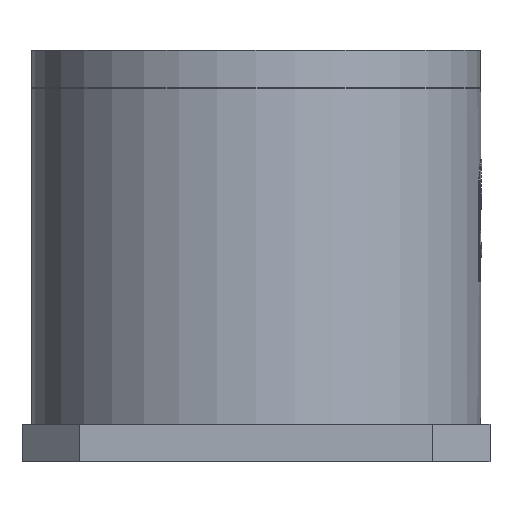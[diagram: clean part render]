
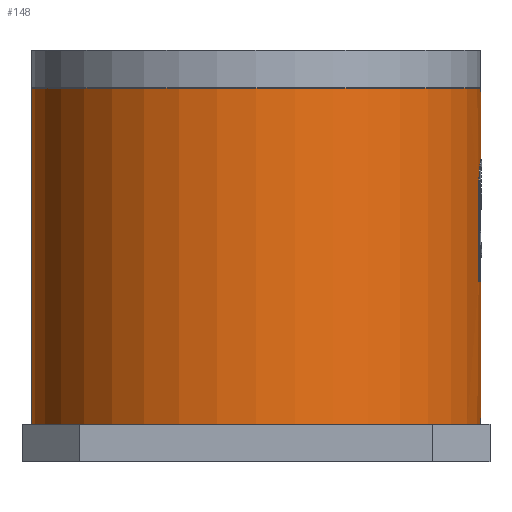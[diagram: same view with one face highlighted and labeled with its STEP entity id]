
A CAD part, front view. The second image highlights one B-rep face of the part: STEP entity #148.
In plain terms, the highlighted cylindrical face has radius 2.4 mm (diameter 4.8 mm), a partial arc.
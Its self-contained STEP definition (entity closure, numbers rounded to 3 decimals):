
#137 = VERTEX_POINT ( 'NONE', #1271 ) ;
#139 = EDGE_CURVE ( 'NONE', #161, #137, #1159, .T. ) ;
#141 = ORIENTED_EDGE ( 'NONE', *, *, #142, .T. ) ;
#142 = EDGE_CURVE ( 'NONE', #137, #188, #1155, .T. ) ;
#143 = EDGE_CURVE ( 'NONE', #172, #182, #1210, .T. ) ;
#145 = ORIENTED_EDGE ( 'NONE', *, *, #143, .F. ) ;
#148 = ADVANCED_FACE ( 'NONE', ( #1154 ), #1160, .T. ) ;
#149 = ORIENTED_EDGE ( 'NONE', *, *, #403, .T. ) ;
#150 = ORIENTED_EDGE ( 'NONE', *, *, #171, .F. ) ;
#151 = VERTEX_POINT ( 'NONE', #1286 ) ;
#152 = VERTEX_POINT ( 'NONE', #1287 ) ;
#153 = ORIENTED_EDGE ( 'NONE', *, *, #274, .T. ) ;
#154 = EDGE_CURVE ( 'NONE', #189, #152, #1280, .T. ) ;
#155 = VERTEX_POINT ( 'NONE', #1284 ) ;
#156 = ORIENTED_EDGE ( 'NONE', *, *, #154, .T. ) ;
#157 = EDGE_CURVE ( 'NONE', #152, #151, #1283, .T. ) ;
#158 = ORIENTED_EDGE ( 'NONE', *, *, #139, .T. ) ;
#159 = ORIENTED_EDGE ( 'NONE', *, *, #157, .T. ) ;
#160 = EDGE_CURVE ( 'NONE', #155, #151, #1345, .T. ) ;
#161 = VERTEX_POINT ( 'NONE', #1288 ) ;
#162 = ORIENTED_EDGE ( 'NONE', *, *, #160, .F. ) ;
#171 = EDGE_CURVE ( 'NONE', #181, #172, #1200, .T. ) ;
#172 = VERTEX_POINT ( 'NONE', #1367 ) ;
#181 = VERTEX_POINT ( 'NONE', #1401 ) ;
#182 = VERTEX_POINT ( 'NONE', #1515 ) ;
#187 = EDGE_CURVE ( 'NONE', #188, #182, #1425, .T. ) ;
#188 = VERTEX_POINT ( 'NONE', #1407 ) ;
#189 = VERTEX_POINT ( 'NONE', #1393 ) ;
#204 = VERTEX_POINT ( 'NONE', #1458 ) ;
#274 = EDGE_CURVE ( 'NONE', #181, #204, #1660, .T. ) ;
#338 = EDGE_LOOP ( 'NONE', ( #150, #153, #149, #156, #159, #162, #346, #158, #141, #347, #145 ) ) ;
#346 = ORIENTED_EDGE ( 'NONE', *, *, #349, .T. ) ;
#347 = ORIENTED_EDGE ( 'NONE', *, *, #187, .T. ) ;
#349 = EDGE_CURVE ( 'NONE', #155, #161, #2253, .T. ) ;
#403 = EDGE_CURVE ( 'NONE', #204, #189, #2390, .T. ) ;
#1134 = AXIS2_PLACEMENT_3D ( 'NONE', #1158, #1370, #1369 ) ;
#1135 = CARTESIAN_POINT ( 'NONE',  ( 2.399, -0.051, 3.233 ) ) ;
#1136 = CARTESIAN_POINT ( 'NONE',  ( 2.399, -0.072, 3.233 ) ) ;
#1137 = CARTESIAN_POINT ( 'NONE',  ( 2.398, -0.091, 3.231 ) ) ;
#1138 = CARTESIAN_POINT ( 'NONE',  ( 2.397, -0.123, 3.226 ) ) ;
#1139 = CARTESIAN_POINT ( 'NONE',  ( 2.396, -0.143, 3.221 ) ) ;
#1140 = CARTESIAN_POINT ( 'NONE',  ( 2.393, -0.179, 3.207 ) ) ;
#1141 = CARTESIAN_POINT ( 'NONE',  ( 2.392, -0.194, 3.198 ) ) ;
#1142 = CARTESIAN_POINT ( 'NONE',  ( 2.389, -0.227, 3.178 ) ) ;
#1143 = CARTESIAN_POINT ( 'NONE',  ( 2.388, -0.242, 3.165 ) ) ;
#1144 = CARTESIAN_POINT ( 'NONE',  ( 2.384, -0.278, 3.128 ) ) ;
#1145 = CARTESIAN_POINT ( 'NONE',  ( 2.382, -0.296, 3.095 ) ) ;
#1146 = CARTESIAN_POINT ( 'NONE',  ( 2.38, -0.308, 3.05 ) ) ;
#1147 = CARTESIAN_POINT ( 'NONE',  ( 2.38, -0.309, 3.047 ) ) ;
#1148 = CARTESIAN_POINT ( 'NONE',  ( 2.38, -0.31, 3.039 ) ) ;
#1149 = CARTESIAN_POINT ( 'NONE',  ( 2.38, -0.313, 3.027 ) ) ;
#1150 = CARTESIAN_POINT ( 'NONE',  ( 2.379, -0.317, 2.996 ) ) ;
#1151 = CARTESIAN_POINT ( 'NONE',  ( 2.399, -0.051, 3.233 ) ) ;
#1152 = AXIS2_PLACEMENT_3D ( 'NONE', #1360, #1347, #1346 ) ;
#1154 = FACE_OUTER_BOUND ( 'NONE', #338, .T. ) ;
#1155 = B_SPLINE_CURVE_WITH_KNOTS ( 'NONE', 3,
 ( #1151, #1373, #1372, #1371 ),
 .UNSPECIFIED., .F., .F.,
 ( 4, 4 ),
 ( 0., 0.14 ),
 .UNSPECIFIED. ) ;
#1156 = CARTESIAN_POINT ( 'NONE',  ( 2.379, -0.319, 2.966 ) ) ;
#1157 = CARTESIAN_POINT ( 'NONE',  ( 2.379, -0.32, 2.943 ) ) ;
#1158 = CARTESIAN_POINT ( 'NONE',  ( 0., 0., 3.99 ) ) ;
#1159 = B_SPLINE_CURVE_WITH_KNOTS ( 'NONE', 3,
 ( #1157, #1156, #1150, #1149, #1148, #1147, #1146, #1145, #1144, #1143, #1142, #1141, #1140, #1139, #1138, #1137, #1136, #1135 ),
 .UNSPECIFIED., .F., .F.,
 ( 4, 1, 1, 2, 2, 2, 2, 2, 2, 4 ),
 ( 0., 0.125, 0.188, 0.219, 0.25, 0.5, 0.625, 0.75, 0.875, 1. ),
 .UNSPECIFIED. ) ;
#1160 = CYLINDRICAL_SURFACE ( 'NONE', #1152, 2.4 ) ;
#1200 = LINE ( 'NONE', #1224, #1223 ) ;
#1201 = DIRECTION ( 'NONE',  ( 0.995, -0.096, 0. ) ) ;
#1202 = DIRECTION ( 'NONE',  ( 0., 0., 1. ) ) ;
#1203 = AXIS2_PLACEMENT_3D ( 'NONE', #1281, #1202, #1201 ) ;
#1206 = CARTESIAN_POINT ( 'NONE',  ( 2.389, -0.23, 2.312 ) ) ;
#1207 = CARTESIAN_POINT ( 'NONE',  ( 2.39, -0.214, 2.289 ) ) ;
#1208 = CARTESIAN_POINT ( 'NONE',  ( 2.392, -0.2, 2.271 ) ) ;
#1209 = CARTESIAN_POINT ( 'NONE',  ( 2.393, -0.184, 2.255 ) ) ;
#1210 = CIRCLE ( 'NONE', #1134, 2.4 ) ;
#1222 = DIRECTION ( 'NONE',  ( 0., 0., 1. ) ) ;
#1223 = VECTOR ( 'NONE', #1222, 1000. ) ;
#1224 = CARTESIAN_POINT ( 'NONE',  ( -2.4, 0., 0.4 ) ) ;
#1271 = CARTESIAN_POINT ( 'NONE',  ( 2.399, -0.051, 3.233 ) ) ;
#1280 = B_SPLINE_CURVE_WITH_KNOTS ( 'NONE', 3,
 ( #1340, #1339, #1338, #1337, #1336, #1335, #1334, #1333, #1332, #1331, #1330, #1329, #1328, #1209, #1208, #1207, #1206 ),
 .UNSPECIFIED., .F., .F.,
 ( 4, 2, 2, 2, 2, 1, 2, 2, 4 ),
 ( 0., 0.25, 0.313, 0.375, 0.5, 0.625, 0.688, 0.75, 1. ),
 .UNSPECIFIED. ) ;
#1281 = CARTESIAN_POINT ( 'NONE',  ( 0., 0., 1.926 ) ) ;
#1283 = LINE ( 'NONE', #1343, #1342 ) ;
#1284 = CARTESIAN_POINT ( 'NONE',  ( 2.379, -0.32, 1.926 ) ) ;
#1286 = CARTESIAN_POINT ( 'NONE',  ( 2.389, -0.23, 1.926 ) ) ;
#1287 = CARTESIAN_POINT ( 'NONE',  ( 2.389, -0.23, 2.312 ) ) ;
#1288 = CARTESIAN_POINT ( 'NONE',  ( 2.379, -0.32, 2.943 ) ) ;
#1328 = CARTESIAN_POINT ( 'NONE',  ( 2.393, -0.178, 2.25 ) ) ;
#1329 = CARTESIAN_POINT ( 'NONE',  ( 2.394, -0.169, 2.242 ) ) ;
#1330 = CARTESIAN_POINT ( 'NONE',  ( 2.395, -0.156, 2.231 ) ) ;
#1331 = CARTESIAN_POINT ( 'NONE',  ( 2.396, -0.142, 2.221 ) ) ;
#1332 = CARTESIAN_POINT ( 'NONE',  ( 2.397, -0.122, 2.21 ) ) ;
#1333 = CARTESIAN_POINT ( 'NONE',  ( 2.397, -0.112, 2.205 ) ) ;
#1334 = CARTESIAN_POINT ( 'NONE',  ( 2.398, -0.095, 2.199 ) ) ;
#1335 = CARTESIAN_POINT ( 'NONE',  ( 2.398, -0.09, 2.197 ) ) ;
#1336 = CARTESIAN_POINT ( 'NONE',  ( 2.399, -0.079, 2.193 ) ) ;
#1337 = CARTESIAN_POINT ( 'NONE',  ( 2.399, -0.072, 2.191 ) ) ;
#1338 = CARTESIAN_POINT ( 'NONE',  ( 2.4, -0.05, 2.186 ) ) ;
#1339 = CARTESIAN_POINT ( 'NONE',  ( 2.4, -0.027, 2.183 ) ) ;
#1340 = CARTESIAN_POINT ( 'NONE',  ( 2.4, 0.001, 2.182 ) ) ;
#1341 = DIRECTION ( 'NONE',  ( 0., 0., -1. ) ) ;
#1342 = VECTOR ( 'NONE', #1341, 1000. ) ;
#1343 = CARTESIAN_POINT ( 'NONE',  ( 2.389, -0.23, 2.312 ) ) ;
#1345 = CIRCLE ( 'NONE', #1203, 2.4 ) ;
#1346 = DIRECTION ( 'NONE',  ( 1., 0., 0. ) ) ;
#1347 = DIRECTION ( 'NONE',  ( 0., 0., 1. ) ) ;
#1360 = CARTESIAN_POINT ( 'NONE',  ( 0., 0., 0.4 ) ) ;
#1367 = CARTESIAN_POINT ( 'NONE',  ( -2.4, 0., 3.99 ) ) ;
#1369 = DIRECTION ( 'NONE',  ( 1., 0., 0. ) ) ;
#1370 = DIRECTION ( 'NONE',  ( 0., 0., 1. ) ) ;
#1371 = CARTESIAN_POINT ( 'NONE',  ( 2.4, 0., 3.23 ) ) ;
#1372 = CARTESIAN_POINT ( 'NONE',  ( 2.4, -0.012, 3.232 ) ) ;
#1373 = CARTESIAN_POINT ( 'NONE',  ( 2.4, -0.029, 3.233 ) ) ;
#1393 = CARTESIAN_POINT ( 'NONE',  ( 2.4, 0.001, 2.182 ) ) ;
#1401 = CARTESIAN_POINT ( 'NONE',  ( -2.4, 0., 0.4 ) ) ;
#1407 = CARTESIAN_POINT ( 'NONE',  ( 2.4, 0., 3.23 ) ) ;
#1425 = LINE ( 'NONE', #1557, #1556 ) ;
#1458 = CARTESIAN_POINT ( 'NONE',  ( 2.4, 0., 0.4 ) ) ;
#1515 = CARTESIAN_POINT ( 'NONE',  ( 2.4, 0., 3.99 ) ) ;
#1555 = DIRECTION ( 'NONE',  ( 0., 0., 1. ) ) ;
#1556 = VECTOR ( 'NONE', #1555, 1000. ) ;
#1557 = CARTESIAN_POINT ( 'NONE',  ( 2.4, 0., 0.4 ) ) ;
#1653 = DIRECTION ( 'NONE',  ( 1., 0., 0. ) ) ;
#1654 = DIRECTION ( 'NONE',  ( 0., 0., 1. ) ) ;
#1655 = CARTESIAN_POINT ( 'NONE',  ( 0., 0., 0.4 ) ) ;
#1656 = AXIS2_PLACEMENT_3D ( 'NONE', #1655, #1654, #1653 ) ;
#1660 = CIRCLE ( 'NONE', #1656, 2.4 ) ;
#2240 = VECTOR ( 'NONE', #2305, 1000. ) ;
#2241 = CARTESIAN_POINT ( 'NONE',  ( 2.379, -0.32, 1.926 ) ) ;
#2253 = LINE ( 'NONE', #2241, #2240 ) ;
#2305 = DIRECTION ( 'NONE',  ( 0., 0., 1. ) ) ;
#2367 = DIRECTION ( 'NONE',  ( 0., 0., 1. ) ) ;
#2388 = VECTOR ( 'NONE', #2367, 1000. ) ;
#2389 = CARTESIAN_POINT ( 'NONE',  ( 2.4, 0., 0.4 ) ) ;
#2390 = LINE ( 'NONE', #2389, #2388 ) ;
